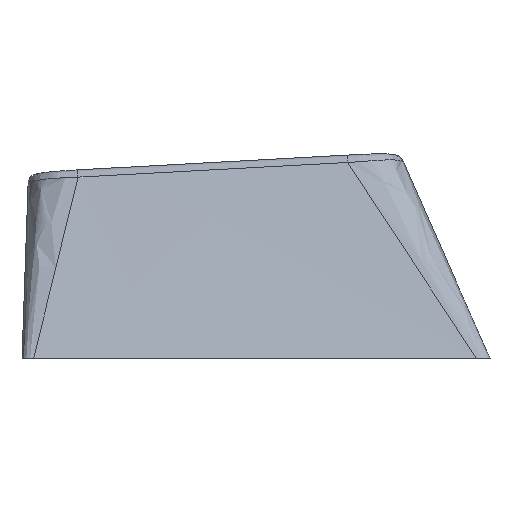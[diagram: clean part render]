
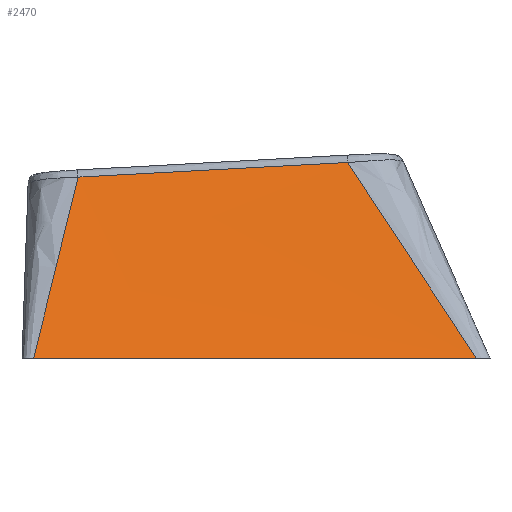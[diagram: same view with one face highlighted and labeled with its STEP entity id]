
A CAD part, left-side view. The second image highlights one B-rep face of the part: STEP entity #2470.
In plain terms, the highlighted free-form (B-spline) face has degree [3, 1] with [4, 2] control points.
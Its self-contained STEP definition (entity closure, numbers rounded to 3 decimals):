
#34=B_SPLINE_SURFACE_WITH_KNOTS('',3,1,((#3922,#3923),(#3924,#3925),(#3926,
#3927),(#3928,#3929)),.UNSPECIFIED.,.F.,.F.,.F.,(4,4),(2,2),(0.,9.24),
(0.,18.1),.UNSPECIFIED.);
#83=B_SPLINE_CURVE_WITH_KNOTS('',3,(#3932,#3933,#3934,#3935,#3936,#3937,
#3938),.UNSPECIFIED.,.F.,.F.,(4,3,4),(-0.178,8.584,10.259),
 .UNSPECIFIED.);
#84=B_SPLINE_CURVE_WITH_KNOTS('',3,(#3939,#3940,#3941,#3942,#3943,#3944,
#3945,#3946,#3947,#3948,#3949,#3950,#3951,#3952,#3953,#3954,#3955,#3956,
#3957,#3958,#3959,#3960),.UNSPECIFIED.,.F.,.F.,(4,3,3,3,3,3,3,4),(0.158,
1.522,2.875,4.214,5.547,6.871,
7.896,8.093),.UNSPECIFIED.);
#85=B_SPLINE_CURVE_WITH_KNOTS('',3,(#3961,#3962,#3963,#3964),
 .UNSPECIFIED.,.F.,.F.,(4,4),(-0.358,9.309),.UNSPECIFIED.);
#184=FACE_OUTER_BOUND('',#328,.T.);
#328=EDGE_LOOP('',(#1860,#1861,#1862,#1863));
#574=LINE('',#3737,#859);
#859=VECTOR('',#3039,10.);
#1104=VERTEX_POINT('',#3723);
#1105=VERTEX_POINT('',#3736);
#1117=VERTEX_POINT('',#3930);
#1118=VERTEX_POINT('',#3931);
#1382=EDGE_CURVE('',#1104,#1105,#574,.F.);
#1397=EDGE_CURVE('',#1117,#1118,#83,.T.);
#1398=EDGE_CURVE('',#1118,#1105,#84,.T.);
#1399=EDGE_CURVE('',#1104,#1117,#85,.F.);
#1860=ORIENTED_EDGE('',*,*,#1397,.T.);
#1861=ORIENTED_EDGE('',*,*,#1398,.T.);
#1862=ORIENTED_EDGE('',*,*,#1382,.F.);
#1863=ORIENTED_EDGE('',*,*,#1399,.T.);
#2470=ADVANCED_FACE('',(#184),#34,.T.);
#3039=DIRECTION('',(0.,-1.,0.));
#3723=CARTESIAN_POINT('',(-77.525,96.388,0.));
#3736=CARTESIAN_POINT('',(-77.525,113.513,0.));
#3737=CARTESIAN_POINT('',(-77.525,113.513,0.));
#3922=CARTESIAN_POINT('Ctrl Pts',(-74.5,113.715,7.201));
#3923=CARTESIAN_POINT('Ctrl Pts',(-74.5,99.387,7.989));
#3924=CARTESIAN_POINT('Ctrl Pts',(-75.509,113.799,4.801));
#3925=CARTESIAN_POINT('Ctrl Pts',(-75.509,98.213,5.326));
#3926=CARTESIAN_POINT('Ctrl Pts',(-76.517,113.883,2.4));
#3927=CARTESIAN_POINT('Ctrl Pts',(-76.517,97.04,2.663));
#3928=CARTESIAN_POINT('Ctrl Pts',(-77.525,113.967,0.));
#3929=CARTESIAN_POINT('Ctrl Pts',(-77.525,95.867,0.));
#3930=CARTESIAN_POINT('',(-74.616,101.379,7.573));
#3931=CARTESIAN_POINT('',(-74.624,111.801,7.007));
#3932=CARTESIAN_POINT('Ctrl Pts',(-74.616,101.379,7.573));
#3933=CARTESIAN_POINT('Ctrl Pts',(-74.618,104.295,7.414));
#3934=CARTESIAN_POINT('Ctrl Pts',(-74.62,107.212,7.256));
#3935=CARTESIAN_POINT('Ctrl Pts',(-74.623,110.128,7.098));
#3936=CARTESIAN_POINT('Ctrl Pts',(-74.623,110.686,7.067));
#3937=CARTESIAN_POINT('Ctrl Pts',(-74.624,111.244,7.037));
#3938=CARTESIAN_POINT('Ctrl Pts',(-74.624,111.801,7.007));
#3939=CARTESIAN_POINT('Ctrl Pts',(-74.624,111.801,7.007));
#3940=CARTESIAN_POINT('Ctrl Pts',(-74.788,111.899,6.606));
#3941=CARTESIAN_POINT('Ctrl Pts',(-74.952,111.997,6.204));
#3942=CARTESIAN_POINT('Ctrl Pts',(-75.117,112.095,5.803));
#3943=CARTESIAN_POINT('Ctrl Pts',(-75.28,112.193,5.405));
#3944=CARTESIAN_POINT('Ctrl Pts',(-75.444,112.29,5.007));
#3945=CARTESIAN_POINT('Ctrl Pts',(-75.608,112.388,4.609));
#3946=CARTESIAN_POINT('Ctrl Pts',(-75.771,112.484,4.215));
#3947=CARTESIAN_POINT('Ctrl Pts',(-75.934,112.58,3.82));
#3948=CARTESIAN_POINT('Ctrl Pts',(-76.097,112.677,3.426));
#3949=CARTESIAN_POINT('Ctrl Pts',(-76.26,112.773,3.034));
#3950=CARTESIAN_POINT('Ctrl Pts',(-76.423,112.868,2.641));
#3951=CARTESIAN_POINT('Ctrl Pts',(-76.586,112.964,2.249));
#3952=CARTESIAN_POINT('Ctrl Pts',(-76.748,113.059,1.859));
#3953=CARTESIAN_POINT('Ctrl Pts',(-76.911,113.154,1.469));
#3954=CARTESIAN_POINT('Ctrl Pts',(-77.074,113.25,1.08));
#3955=CARTESIAN_POINT('Ctrl Pts',(-77.2,113.323,0.778));
#3956=CARTESIAN_POINT('Ctrl Pts',(-77.326,113.397,0.476));
#3957=CARTESIAN_POINT('Ctrl Pts',(-77.452,113.471,0.174));
#3958=CARTESIAN_POINT('Ctrl Pts',(-77.477,113.485,0.116));
#3959=CARTESIAN_POINT('Ctrl Pts',(-77.501,113.499,0.058));
#3960=CARTESIAN_POINT('Ctrl Pts',(-77.525,113.513,0.));
#3961=CARTESIAN_POINT('Ctrl Pts',(-74.616,101.379,7.573));
#3962=CARTESIAN_POINT('Ctrl Pts',(-75.6,99.713,5.048));
#3963=CARTESIAN_POINT('Ctrl Pts',(-76.567,98.05,2.524));
#3964=CARTESIAN_POINT('Ctrl Pts',(-77.525,96.388,0.));
